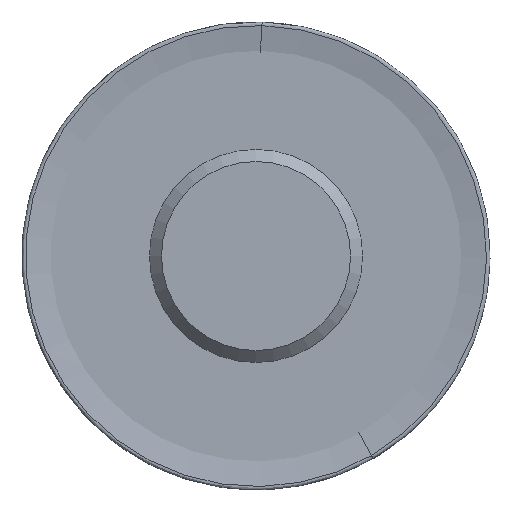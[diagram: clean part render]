
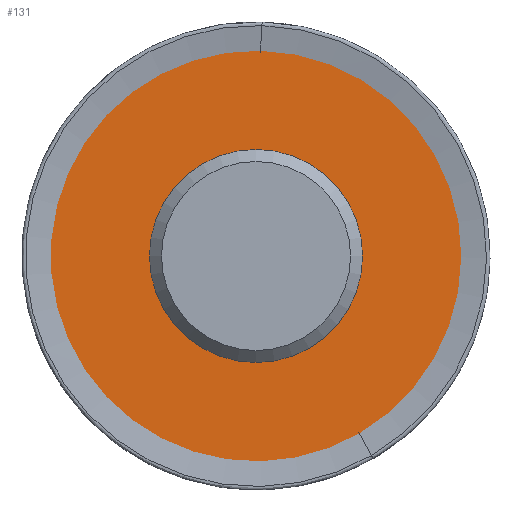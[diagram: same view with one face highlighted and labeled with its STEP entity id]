
A CAD part, left-side view. The second image highlights one B-rep face of the part: STEP entity #131.
In plain terms, the highlighted planar face has unit normal (-1, 0, 0).
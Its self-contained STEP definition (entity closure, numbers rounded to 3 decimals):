
#121=PLANE('',#481);
#131=ADVANCED_FACE('',(#168,#169),#121,.F.);
#168=FACE_BOUND('',#186,.T.);
#169=FACE_BOUND('',#187,.T.);
#186=EDGE_LOOP('',(#228));
#187=EDGE_LOOP('',(#229));
#228=ORIENTED_EDGE('',*,*,#379,.F.);
#229=ORIENTED_EDGE('',*,*,#378,.T.);
#342=VERTEX_POINT('',#641);
#343=VERTEX_POINT('',#644);
#378=EDGE_CURVE('',#342,#342,#436,.T.);
#379=EDGE_CURVE('',#343,#343,#437,.T.);
#436=CIRCLE('',#478,56.95);
#437=CIRCLE('',#480,28.45);
#478=AXIS2_PLACEMENT_3D('',#640,#534,#535);
#480=AXIS2_PLACEMENT_3D('',#643,#538,#539);
#481=AXIS2_PLACEMENT_3D('',#645,#540,#541);
#534=DIRECTION('',(-1.,0.,0.));
#535=DIRECTION('',(0.,0.,1.));
#538=DIRECTION('',(-1.,0.,0.));
#539=DIRECTION('',(0.,0.,1.));
#540=DIRECTION('',(1.,0.,0.));
#541=DIRECTION('',(0.,0.,-1.));
#640=CARTESIAN_POINT('',(1.2,0.,0.));
#641=CARTESIAN_POINT('',(1.2,0.,56.95));
#643=CARTESIAN_POINT('',(1.2,0.,0.));
#644=CARTESIAN_POINT('',(1.2,0.,28.45));
#645=CARTESIAN_POINT('',(1.2,28.45,0.));
